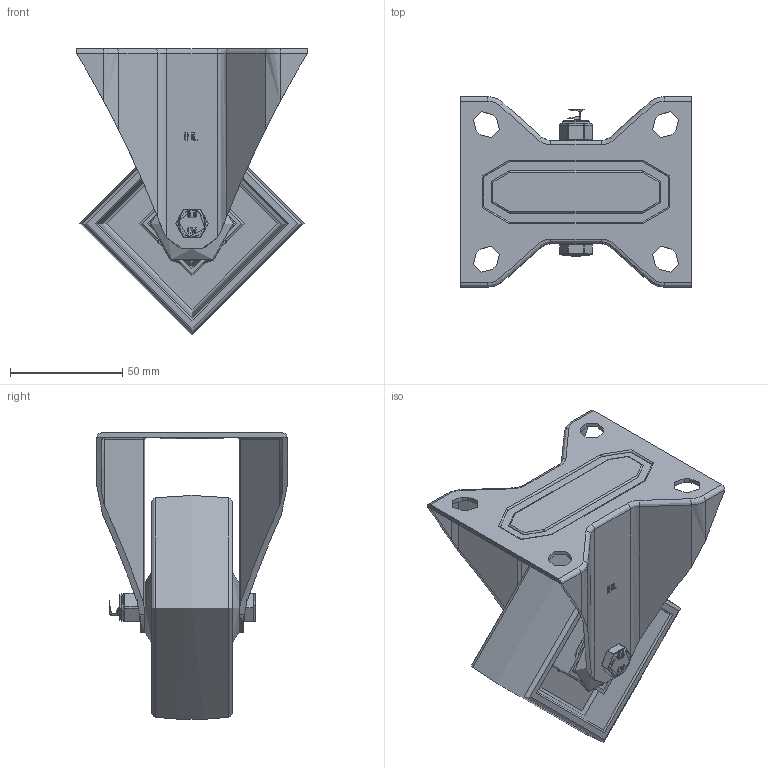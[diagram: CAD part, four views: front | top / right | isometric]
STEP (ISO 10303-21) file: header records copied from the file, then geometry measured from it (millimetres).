
FILE_DESCRIPTION(/* description */ (''),/* implementation_level */ '2;1');
FILE_NAME(/* name */ 'BZMMF100NYBJ.step',/* time_stamp */ '2024-05-22T16:28:20+01:00',/* author */ (''),/* organization */ (''),/* preprocessor_version */ 'ST-DEVELOPER v20',/* originating_system */ 'Autodesk Translation Framework v13.14.0.145',/* authorisation */ '');
FILE_SCHEMA (('AUTOMOTIVE_DESIGN { 1 0 10303 214 3 1 1 }'));
Length unit declared in the file: millimetre
Products named in the file (23): BZMMF100NYBJ; BZMMF100AS - 42 v1; ZINC PLATED, PRESSED STEEL BRACKET; BZMM100WNYBJM8 v1; BZMM100WNYBJ; NYLON WHEEL; BEARING 6202; METAL; METAL2; Pattern; Component1; MIDDLE; RUBBER; RUBBER2; HUBCAPM8X42; HUBCAPM8X42 (1); NYLON WHEEL HUB CAP; HEXBOLTM8X60Z8.8 - NEW v2; GRADE 8.8 ZINC PLATED BOLT; NYLOCM8Z v1; NYLOC NUT; NUT; RUBBER (1)
Assembly tree (30 placements, depth 6):
  BZMMF100NYBJ
    BZMMF100AS - 42 v1
      ZINC PLATED, PRESSED STEEL BRACKET
    BZMM100WNYBJM8 v1
      BZMM100WNYBJ
        NYLON WHEEL
        BEARING 6202
          METAL
          METAL2
          Pattern
            Component1  x8
          MIDDLE
          RUBBER
          RUBBER2
      HUBCAPM8X42
        NYLON WHEEL HUB CAP
      HUBCAPM8X42 (1)
        NYLON WHEEL HUB CAP
    HEXBOLTM8X60Z8.8 - NEW v2
      GRADE 8.8 ZINC PLATED BOLT
    NYLOCM8Z v1
      NYLOC NUT
        NUT
        RUBBER (1)
Bounding box: 103 x 85 x 127.89 mm (x, y, z)
Volume: 191745.2 mm3; surface area: 99481.7 mm2
Topology: 20 solids, 20 shells, 779 faces, 1904 edges, 1229 vertices
Faces by surface type: plane 278, cylinder 218, bspline 179, sphere 48, torus 47, cone 9
Full cylindrical faces by diameter (mm): 0.664 x2, 6.446 x9, 7.866 x15, 8 x2, 8.2 x2, 8.25 x2, 8.6 x2, 12 x1, 12.1 x1, 14.9 x2, 15 x1, 18 x1, 19 x2, 20 x4, 22.5 x2, 23 x2, 25 x2, 28 x2, 30 x4, 30.5 x2, 31 x4, 32 x1, 32.5 x2, 35 x2, 36 x2, 38 x2, 40 x2, 44.5 x2
Entity records: 29404 total; most frequent: CARTESIAN_POINT 12104, ORIENTED_EDGE 3638, DIRECTION 3084, EDGE_CURVE 1819, VERTEX_POINT 1187, AXIS2_PLACEMENT_3D 1147, EDGE_LOOP 892, LINE 790
